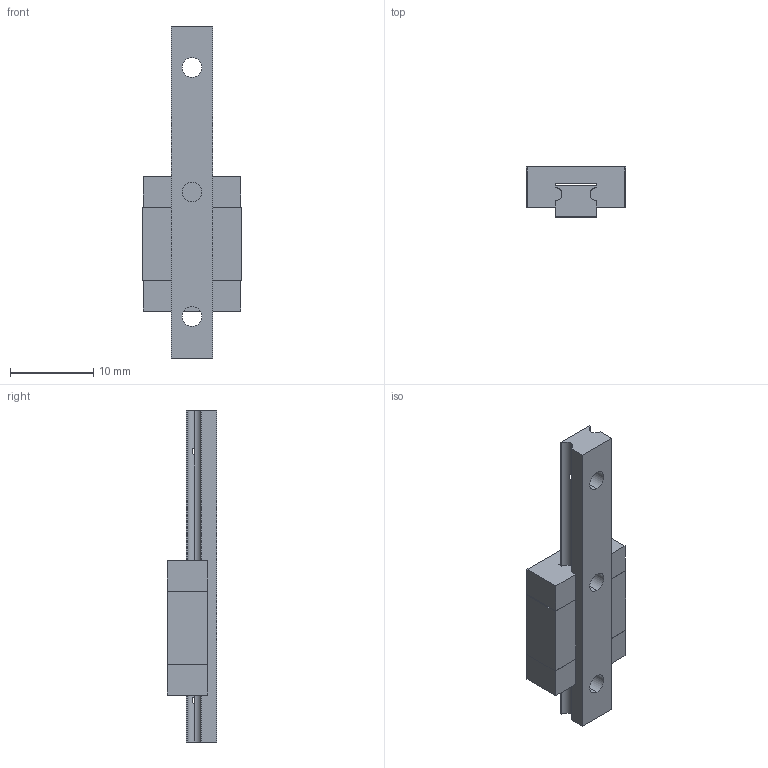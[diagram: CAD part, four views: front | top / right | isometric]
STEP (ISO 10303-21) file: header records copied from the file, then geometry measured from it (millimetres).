
FILE_DESCRIPTION (( 'STEP AP203' ), '1' );
FILE_NAME ('MCM 5.STEP', '2018-06-19T00:21:53', ( '' ), ( '' ), 'SwSTEP 2.0', 'SolidWorks 2016', '' );
FILE_SCHEMA (( 'CONFIG_CONTROL_DESIGN' ));
Length unit declared in the file: millimetre
Products named in the file (3): MCM BASE 5 - 40; MCM 5; MCM TABLE 5 - 40
Assembly tree (2 placements, depth 2):
  MCM 5
    MCM TABLE 5 - 40
    MCM BASE 5 - 40
Bounding box: 12 x 6 x 40 mm (x, y, z)
Volume: 1330.4 mm3; surface area: 1824.4 mm2
Topology: 4 solids, 4 shells, 79 faces, 221 edges, 142 vertices
Faces by surface type: plane 47, cylinder 28, cone 4
Entity records: 2912 total; most frequent: CARTESIAN_POINT 521, DIRECTION 441, ORIENTED_EDGE 434, EDGE_CURVE 217, LINE 149, VECTOR 149, AXIS2_PLACEMENT_3D 146, VERTEX_POINT 142
